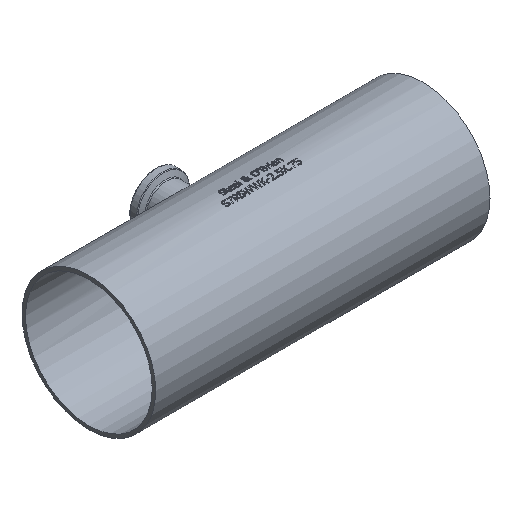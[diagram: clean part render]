
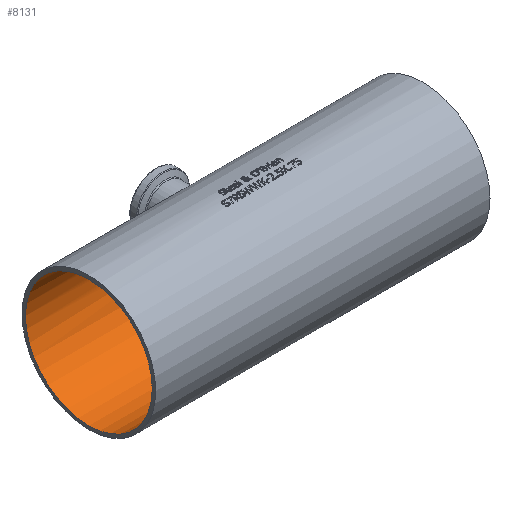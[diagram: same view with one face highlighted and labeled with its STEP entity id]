
A CAD part, isometric view. The second image highlights one B-rep face of the part: STEP entity #8131.
In plain terms, the highlighted cylindrical face has radius 30.099 mm (diameter 60.198 mm), a full revolution.
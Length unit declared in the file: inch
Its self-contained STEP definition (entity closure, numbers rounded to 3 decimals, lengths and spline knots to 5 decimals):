
#165=FACE_BOUND('',#1517,.T.);
#166=FACE_BOUND('',#1518,.T.);
#167=FACE_BOUND('',#1519,.T.);
#1517=EDGE_LOOP('',(#7585));
#1518=EDGE_LOOP('',(#7586));
#1519=EDGE_LOOP('',(#7587));
#2810=CIRCLE('',#8624,1.185);
#2811=CIRCLE('',#8625,1.185);
#3204=B_SPLINE_CURVE_WITH_KNOTS('',3,(#17730,#17731,#17732,#17733,#17734,
#17735,#17736,#17737,#17738,#17739,#17740,#17741,#17742,#17743,#17744,#17745,
#17746,#17747,#17748,#17749,#17750,#17751,#17752,#17753,#17754,#17755,#17756,
#17757,#17758,#17759,#17760,#17761,#17762,#17763),.UNSPECIFIED.,.T.,.F.,
(4,2,2,2,2,2,2,2,2,2,2,2,2,2,2,2,4),(0.,0.29813,0.59626,
0.89434,1.19241,1.49049,1.78857,2.0867,
2.38483,2.68296,2.98109,3.27916,3.57724,
3.87532,4.1734,4.47153,4.76966),
 .UNSPECIFIED.);
#4005=VERTEX_POINT('',#17729);
#4007=VERTEX_POINT('',#17767);
#4008=VERTEX_POINT('',#17769);
#5200=EDGE_CURVE('',#4005,#4005,#3204,.T.);
#5202=EDGE_CURVE('',#4007,#4007,#2810,.T.);
#5203=EDGE_CURVE('',#4008,#4008,#2811,.T.);
#7585=ORIENTED_EDGE('',*,*,#5200,.T.);
#7586=ORIENTED_EDGE('',*,*,#5202,.F.);
#7587=ORIENTED_EDGE('',*,*,#5203,.F.);
#7639=CYLINDRICAL_SURFACE('',#8623,1.185);
#8131=ADVANCED_FACE('',(#165,#166,#167),#7639,.F.);
#8623=AXIS2_PLACEMENT_3D('',#17766,#10167,#10168);
#8624=AXIS2_PLACEMENT_3D('',#17768,#10169,#10170);
#8625=AXIS2_PLACEMENT_3D('',#17770,#10171,#10172);
#10167=DIRECTION('center_axis',(-1.,0.,0.));
#10168=DIRECTION('ref_axis',(0.,0.,1.));
#10169=DIRECTION('center_axis',(-1.,0.,0.));
#10170=DIRECTION('ref_axis',(0.,0.,1.));
#10171=DIRECTION('center_axis',(1.,0.,0.));
#10172=DIRECTION('ref_axis',(0.,0.,1.));
#17729=CARTESIAN_POINT('',(0.,1.14373,0.31));
#17730=CARTESIAN_POINT('Ctrl Pts',(0.,1.14373,0.31));
#17731=CARTESIAN_POINT('Ctrl Pts',(0.03912,1.14373,
0.31));
#17732=CARTESIAN_POINT('Ctrl Pts',(0.08072,1.14595,
0.30214));
#17733=CARTESIAN_POINT('Ctrl Pts',(0.15704,1.15384,0.27045));
#17734=CARTESIAN_POINT('Ctrl Pts',(0.19178,1.15939,0.24663));
#17735=CARTESIAN_POINT('Ctrl Pts',(0.24662,1.16971,0.19178));
#17736=CARTESIAN_POINT('Ctrl Pts',(0.27045,1.17517,0.15705));
#17737=CARTESIAN_POINT('Ctrl Pts',(0.30215,1.18287,0.08072));
#17738=CARTESIAN_POINT('Ctrl Pts',(0.31,1.185,0.03912));
#17739=CARTESIAN_POINT('Ctrl Pts',(0.31,1.185,-0.03912));
#17740=CARTESIAN_POINT('Ctrl Pts',(0.30215,1.18287,-0.08072));
#17741=CARTESIAN_POINT('Ctrl Pts',(0.27045,1.17517,-0.15705));
#17742=CARTESIAN_POINT('Ctrl Pts',(0.24662,1.16971,-0.19178));
#17743=CARTESIAN_POINT('Ctrl Pts',(0.19178,1.15939,-0.24663));
#17744=CARTESIAN_POINT('Ctrl Pts',(0.15704,1.15384,-0.27045));
#17745=CARTESIAN_POINT('Ctrl Pts',(0.08072,1.14595,
-0.30214));
#17746=CARTESIAN_POINT('Ctrl Pts',(0.03912,1.14373,
-0.31));
#17747=CARTESIAN_POINT('Ctrl Pts',(-0.03912,1.14373,
-0.31));
#17748=CARTESIAN_POINT('Ctrl Pts',(-0.08072,1.14595,
-0.30214));
#17749=CARTESIAN_POINT('Ctrl Pts',(-0.15704,1.15384,
-0.27045));
#17750=CARTESIAN_POINT('Ctrl Pts',(-0.19178,1.15939,
-0.24663));
#17751=CARTESIAN_POINT('Ctrl Pts',(-0.24662,1.16971,
-0.19178));
#17752=CARTESIAN_POINT('Ctrl Pts',(-0.27045,1.17517,
-0.15705));
#17753=CARTESIAN_POINT('Ctrl Pts',(-0.30215,1.18287,
-0.08072));
#17754=CARTESIAN_POINT('Ctrl Pts',(-0.31,1.185,-0.03912));
#17755=CARTESIAN_POINT('Ctrl Pts',(-0.31,1.185,0.03912));
#17756=CARTESIAN_POINT('Ctrl Pts',(-0.30215,1.18287,
0.08072));
#17757=CARTESIAN_POINT('Ctrl Pts',(-0.27045,1.17517,
0.15705));
#17758=CARTESIAN_POINT('Ctrl Pts',(-0.24662,1.16971,
0.19178));
#17759=CARTESIAN_POINT('Ctrl Pts',(-0.19178,1.15939,
0.24663));
#17760=CARTESIAN_POINT('Ctrl Pts',(-0.15704,1.15384,
0.27045));
#17761=CARTESIAN_POINT('Ctrl Pts',(-0.08072,1.14595,
0.30214));
#17762=CARTESIAN_POINT('Ctrl Pts',(-0.03912,1.14373,
0.31));
#17763=CARTESIAN_POINT('Ctrl Pts',(0.,1.14373,0.31));
#17766=CARTESIAN_POINT('Origin',(3.125,0.,0.));
#17767=CARTESIAN_POINT('',(3.125,0.,-1.185));
#17768=CARTESIAN_POINT('Origin',(3.125,0.,0.));
#17769=CARTESIAN_POINT('',(-3.125,0.,-1.185));
#17770=CARTESIAN_POINT('Origin',(-3.125,0.,0.));
